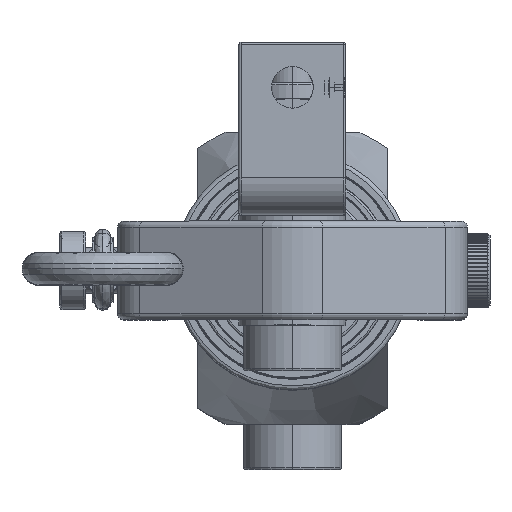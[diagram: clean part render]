
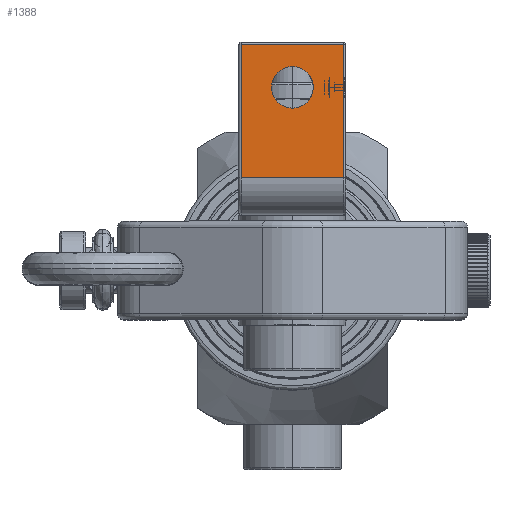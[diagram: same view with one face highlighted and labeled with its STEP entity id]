
A CAD part, top view. The second image highlights one B-rep face of the part: STEP entity #1388.
In plain terms, the highlighted planar face has unit normal (0, 0, 1).
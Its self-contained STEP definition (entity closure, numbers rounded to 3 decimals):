
#119=CARTESIAN_POINT('',(0.,31.,0.));
#120=DIRECTION('',(0.,0.,-1.));
#121=DIRECTION('',(-1.,0.,0.));
#122=AXIS2_PLACEMENT_3D('',#119,#120,#121);
#127=CARTESIAN_POINT('',(0.,31.,0.));
#128=DIRECTION('',(0.,0.,-1.));
#129=DIRECTION('',(1.,0.,0.));
#130=AXIS2_PLACEMENT_3D('',#127,#128,#129);
#135=DIRECTION('',(0.,1.,0.));
#136=VECTOR('',#135,32.5);
#137=CARTESIAN_POINT('',(-12.5,9.,0.));
#138=LINE('',#137,#136);
#142=DIRECTION('',(-1.,0.,0.));
#143=VECTOR('',#142,25.);
#144=CARTESIAN_POINT('',(12.5,41.5,0.));
#145=LINE('',#144,#143);
#149=DIRECTION('',(0.,-1.,0.));
#150=VECTOR('',#149,32.5);
#151=CARTESIAN_POINT('',(12.5,41.5,0.));
#152=LINE('',#151,#150);
#156=DIRECTION('',(-1.,0.,0.));
#157=VECTOR('',#156,25.);
#158=CARTESIAN_POINT('',(12.5,9.,0.));
#159=LINE('',#158,#157);
#1169=CARTESIAN_POINT('',(-5.05,31.,0.));
#1170=CARTESIAN_POINT('',(5.05,31.,0.));
#1171=VERTEX_POINT('',#1169);
#1172=VERTEX_POINT('',#1170);
#1177=CARTESIAN_POINT('',(-12.5,9.,0.));
#1178=CARTESIAN_POINT('',(-12.5,41.5,0.));
#1179=VERTEX_POINT('',#1177);
#1180=VERTEX_POINT('',#1178);
#1203=CARTESIAN_POINT('',(12.5,9.,0.));
#1204=VERTEX_POINT('',#1203);
#1207=CARTESIAN_POINT('',(12.5,41.5,0.));
#1208=VERTEX_POINT('',#1207);
#1368=CARTESIAN_POINT('',(-13.,42.,0.));
#1369=DIRECTION('',(0.,0.,1.));
#1370=DIRECTION('',(0.,-1.,0.));
#1371=AXIS2_PLACEMENT_3D('',#1368,#1369,#1370);
#1372=PLANE('',#1371);
#1373=ORIENTED_EDGE('',*,*,#1346,.T.);
#1375=ORIENTED_EDGE('',*,*,#1374,.F.);
#1377=ORIENTED_EDGE('',*,*,#1376,.T.);
#1379=ORIENTED_EDGE('',*,*,#1378,.T.);
#1380=EDGE_LOOP('',(#1373,#1375,#1377,#1379));
#1381=FACE_OUTER_BOUND('',#1380,.F.);
#1383=ORIENTED_EDGE('',*,*,#1382,.F.);
#1385=ORIENTED_EDGE('',*,*,#1384,.F.);
#1386=EDGE_LOOP('',(#1383,#1385));
#1387=FACE_BOUND('',#1386,.F.);
#1388=ADVANCED_FACE('',(#1381,#1387),#1372,.T.);
#123=CIRCLE('',#122,5.05);
#131=CIRCLE('',#130,5.05);
#1346=EDGE_CURVE('',#1179,#1180,#138,.T.);
#1374=EDGE_CURVE('',#1208,#1180,#145,.T.);
#1376=EDGE_CURVE('',#1208,#1204,#152,.T.);
#1378=EDGE_CURVE('',#1204,#1179,#159,.T.);
#1382=EDGE_CURVE('',#1171,#1172,#123,.T.);
#1384=EDGE_CURVE('',#1172,#1171,#131,.T.);
